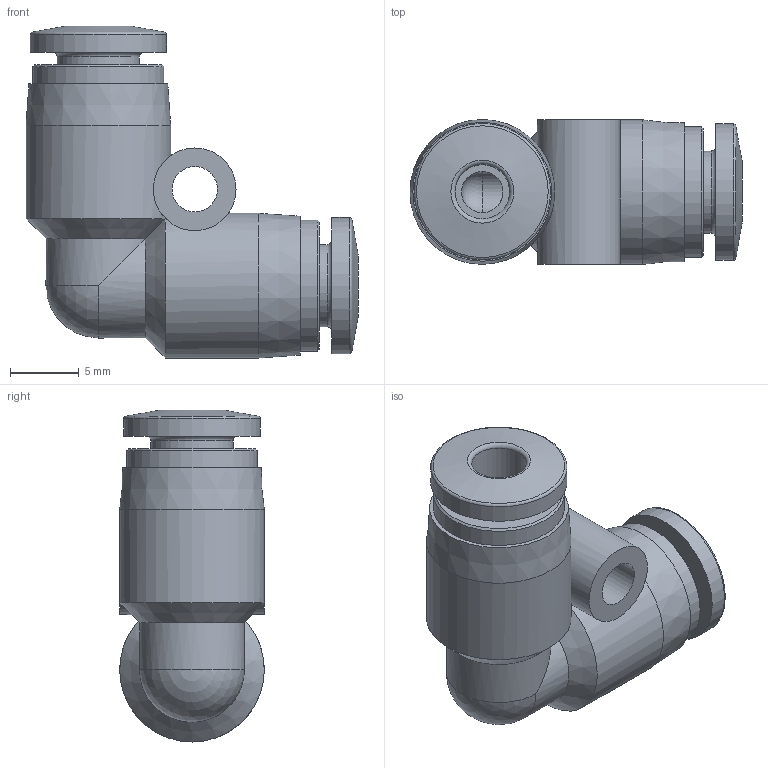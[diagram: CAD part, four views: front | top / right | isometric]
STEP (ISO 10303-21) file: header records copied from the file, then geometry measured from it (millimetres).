
FILE_DESCRIPTION(/* description */ ('STEP AP214'),/* implementation_level */ '2;1');
FILE_NAME(/* name */ '564760_QBL-5_32T-U',/* time_stamp */ '2024-09-14T02:33:05+02:00',/* author */ ('License CC BY-ND 4.0'),/* organization */ ('CADENAS'),/* preprocessor_version */ 'ST-DEVELOPER v19.3',/* originating_system */ 'PARTsolutions',/* authorisation */ ' ');
FILE_SCHEMA (('AUTOMOTIVE_DESIGN {1 0 10303 214 3 1 1}'));
Length unit declared in the file: millimetre
Products named in the file (1): 564760 QBL-5/32T-U
Bounding box: 24.1 x 10.5 x 24.1 mm (x, y, z)
Volume: 2412.1 mm3; surface area: 2103.1 mm2
Topology: 1 solids, 1 shells, 42 faces, 85 edges, 50 vertices
Faces by surface type: cylinder 16, plane 10, cone 8, torus 6, sphere 2
Full cylindrical faces by diameter (mm): 3 x2, 3.3 x1, 3.968 x2, 5.968 x2, 6 x1, 9.5 x2, 9.9 x2, 10.5 x2
Entity records: 1259 total; most frequent: DIRECTION 180, CARTESIAN_POINT 176, ORIENTED_EDGE 102, AXIS2_PLACEMENT_3D 90, EDGE_LOOP 79, FACE_BOUND 79, EDGE_CURVE 51, VERTEX_POINT 44
